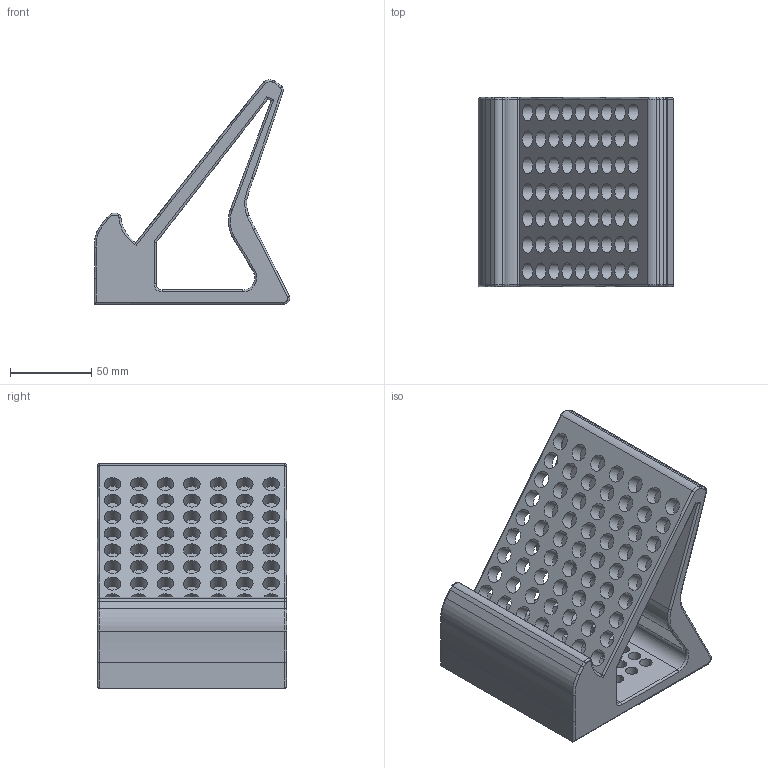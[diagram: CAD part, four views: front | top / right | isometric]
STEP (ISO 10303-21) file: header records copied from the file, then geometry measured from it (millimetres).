
FILE_DESCRIPTION(/* description */ ('STEP AP242','CAx-IF Rec.Pracs.---Representation and Presentation of Product Manufacturing Information (PMI)---4.0---2014-10-13','CAx-IF Rec.Pracs.---3D Tessellated Geometry---0.4---2014-09-14','2;1'),/* implementation_level */ '2;1');
FILE_NAME(/* name */ '66b2d15b24005b60d23c5eba',/* time_stamp */ '2024-08-07T01:43:57Z',/* author */ (''),/* organization */ (''),/* preprocessor_version */ 'ST-DEVELOPER v20',/* originating_system */ ' ',/* authorisation */ ' ');
FILE_SCHEMA (('AP242_MANAGED_MODEL_BASED_3D_ENGINEERING_MIM_LF { 1 0 10303 442 1 1 4 }'));
Length unit declared in the file: metre
Products named in the file (1): Part 1
Bounding box: 120.2 x 116.33 x 137.93 mm (x, y, z)
Volume: 503574.4 mm3; surface area: 116339.4 mm2
Topology: 1 solids, 1 shells, 201 faces, 542 edges, 336 vertices
Faces by surface type: cylinder 141, torus 40, plane 20
Full cylindrical faces by diameter (mm): 7.695 x36, 10.156 x63
Entity records: 6756 total; most frequent: CARTESIAN_POINT 1741, DIRECTION 989, ORIENTED_EDGE 872, EDGE_LOOP 493, FACE_BOUND 493, AXIS2_PLACEMENT_3D 450, EDGE_CURVE 436, VERTEX_POINT 329
